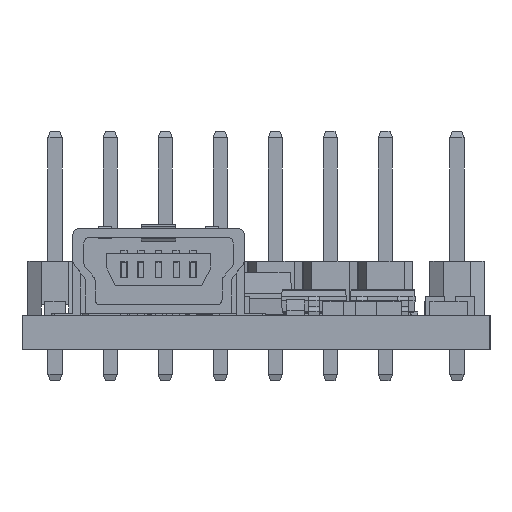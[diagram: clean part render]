
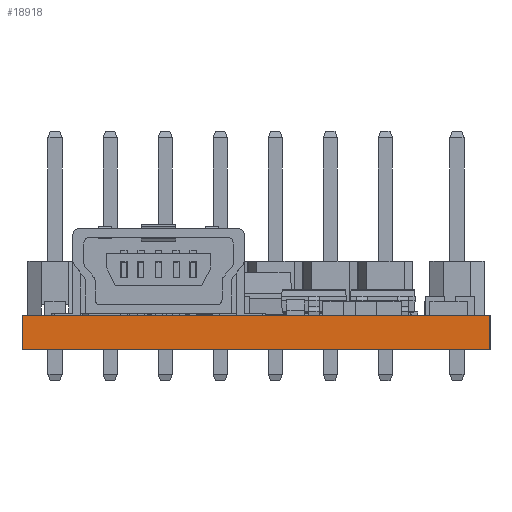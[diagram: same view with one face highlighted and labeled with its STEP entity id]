
A CAD part, left-side view. The second image highlights one B-rep face of the part: STEP entity #18918.
In plain terms, the highlighted planar face has unit normal (-1, 0, 0).
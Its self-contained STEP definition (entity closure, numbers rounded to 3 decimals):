
#159 = ORIENTED_EDGE ( 'NONE', *, *, #26712, .T. ) ;
#4157 = ORIENTED_EDGE ( 'NONE', *, *, #40684, .T. ) ;
#11708 = VERTEX_POINT ( 'NONE', #34848 ) ;
#18918 = ADVANCED_FACE ( 'NONE', ( #96176 ), #44816, .F. ) ;
#26712 = EDGE_CURVE ( 'NONE', #73343, #81270, #71901, .T. ) ;
#26967 = CARTESIAN_POINT ( 'NONE',  ( 0., 21.59, 0. ) ) ;
#27276 = AXIS2_PLACEMENT_3D ( 'NONE', #100036, #77296, #89657 ) ;
#30005 = LINE ( 'NONE', #55548, #31344 ) ;
#30148 = EDGE_CURVE ( 'NONE', #11708, #81270, #95933, .T. ) ;
#31060 = ORIENTED_EDGE ( 'NONE', *, *, #53552, .F. ) ;
#31193 = CARTESIAN_POINT ( 'NONE',  ( 0., 0., 1.57 ) ) ;
#31344 = VECTOR ( 'NONE', #39572, 1000. ) ;
#32186 = CARTESIAN_POINT ( 'NONE',  ( 0., 21.59, 1.57 ) ) ;
#34848 = CARTESIAN_POINT ( 'NONE',  ( 0., 0., 1.57 ) ) ;
#35138 = DIRECTION ( 'NONE',  ( 0., -1., 0. ) ) ;
#39572 = DIRECTION ( 'NONE',  ( 0., 0., -1. ) ) ;
#40684 = EDGE_CURVE ( 'NONE', #71166, #73343, #30005, .T. ) ;
#44816 = PLANE ( 'NONE',  #27276 ) ;
#49994 = CARTESIAN_POINT ( 'NONE',  ( 0., 21.59, 1.57 ) ) ;
#50286 = VECTOR ( 'NONE', #35138, 1000. ) ;
#53552 = EDGE_CURVE ( 'NONE', #71166, #11708, #63944, .T. ) ;
#55548 = CARTESIAN_POINT ( 'NONE',  ( 0., 21.59, 1.57 ) ) ;
#56154 = ORIENTED_EDGE ( 'NONE', *, *, #30148, .F. ) ;
#63944 = LINE ( 'NONE', #32186, #77832 ) ;
#70616 = VECTOR ( 'NONE', #88582, 1000. ) ;
#71166 = VERTEX_POINT ( 'NONE', #49994 ) ;
#71901 = LINE ( 'NONE', #26967, #50286 ) ;
#73343 = VERTEX_POINT ( 'NONE', #76779 ) ;
#76779 = CARTESIAN_POINT ( 'NONE',  ( 0., 21.59, 0. ) ) ;
#77296 = DIRECTION ( 'NONE',  ( 1., 0., 0. ) ) ;
#77528 = CARTESIAN_POINT ( 'NONE',  ( 0., 0., 0. ) ) ;
#77832 = VECTOR ( 'NONE', #88889, 1000. ) ;
#81270 = VERTEX_POINT ( 'NONE', #77528 ) ;
#88213 = EDGE_LOOP ( 'NONE', ( #159, #56154, #31060, #4157 ) ) ;
#88582 = DIRECTION ( 'NONE',  ( 0., 0., -1. ) ) ;
#88889 = DIRECTION ( 'NONE',  ( 0., -1., 0. ) ) ;
#89657 = DIRECTION ( 'NONE',  ( 0., 0., -1. ) ) ;
#95933 = LINE ( 'NONE', #31193, #70616 ) ;
#96176 = FACE_OUTER_BOUND ( 'NONE', #88213, .T. ) ;
#100036 = CARTESIAN_POINT ( 'NONE',  ( 0., 21.59, 1.57 ) ) ;
